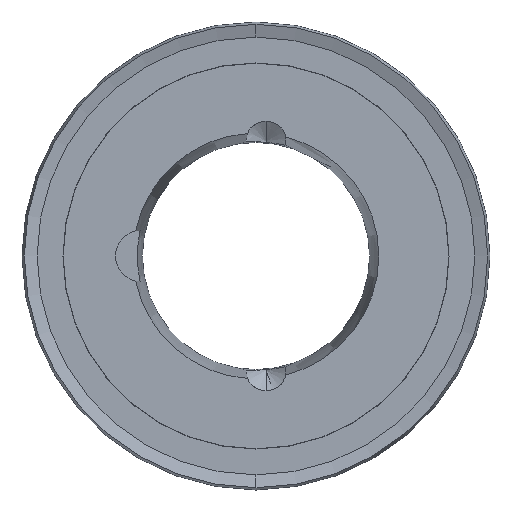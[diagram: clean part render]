
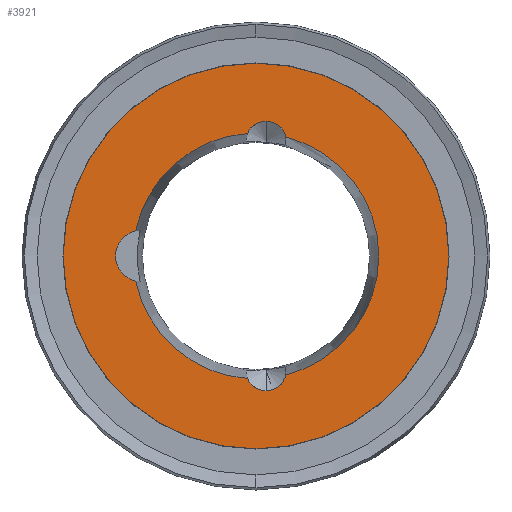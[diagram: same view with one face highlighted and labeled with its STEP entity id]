
A CAD part, left-side view. The second image highlights one B-rep face of the part: STEP entity #3921.
In plain terms, the highlighted planar face has unit normal (-1, 0, 0).
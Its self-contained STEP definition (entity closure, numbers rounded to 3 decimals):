
#17 = ORIENTED_EDGE ( 'NONE', *, *, #5923, .F. ) ;
#95 = DIRECTION ( 'NONE',  ( 0., 0., 1. ) ) ;
#123 = EDGE_CURVE ( 'NONE', #2938, #7839, #8626, .T. ) ;
#135 = CARTESIAN_POINT ( 'NONE',  ( 4.218, 60.644, 75.75 ) ) ;
#146 = DIRECTION ( 'NONE',  ( 0., 0., -1. ) ) ;
#416 = CARTESIAN_POINT ( 'NONE',  ( 4.218, 32.652, 98.801 ) ) ;
#566 = VERTEX_POINT ( 'NONE', #906 ) ;
#654 = DIRECTION ( 'NONE',  ( 0., 0., -1. ) ) ;
#694 = VERTEX_POINT ( 'NONE', #9517 ) ;
#769 = CARTESIAN_POINT ( 'NONE',  ( 4.218, 38.419, 75.75 ) ) ;
#906 = CARTESIAN_POINT ( 'NONE',  ( 4.218, 40.096, 52.048 ) ) ;
#941 = DIRECTION ( 'NONE',  ( -1., 0., 0. ) ) ;
#1088 = DIRECTION ( 'NONE',  ( -1., 0., 0. ) ) ;
#1367 = DIRECTION ( 'NONE',  ( -1., 0., 0. ) ) ;
#1457 = CARTESIAN_POINT ( 'NONE',  ( 4.218, 38.419, 75.75 ) ) ;
#1483 = AXIS2_PLACEMENT_3D ( 'NONE', #1927, #1367, #4485 ) ;
#1484 = ORIENTED_EDGE ( 'NONE', *, *, #7383, .F. ) ;
#1496 = DIRECTION ( 'NONE',  ( -1., 0., 0. ) ) ;
#1698 = DIRECTION ( 'NONE',  ( 0., 0., 1. ) ) ;
#1715 = FACE_OUTER_BOUND ( 'NONE', #7197, .T. ) ;
#1792 = VERTEX_POINT ( 'NONE', #8130 ) ;
#1815 = PLANE ( 'NONE',  #2426 ) ;
#1927 = CARTESIAN_POINT ( 'NONE',  ( 4.218, 36.482, 97.89 ) ) ;
#1987 = ORIENTED_EDGE ( 'NONE', *, *, #2864, .F. ) ;
#2341 = ORIENTED_EDGE ( 'NONE', *, *, #123, .F. ) ;
#2426 = AXIS2_PLACEMENT_3D ( 'NONE', #7137, #3363, #8681 ) ;
#2434 = DIRECTION ( 'NONE',  ( 1., 0., 0. ) ) ;
#2599 = CARTESIAN_POINT ( 'NONE',  ( 4.218, 38.419, 75.75 ) ) ;
#2689 = CIRCLE ( 'NONE', #3878, 23.762 ) ;
#2855 = AXIS2_PLACEMENT_3D ( 'NONE', #8443, #9201, #95 ) ;
#2864 = EDGE_CURVE ( 'NONE', #9639, #3093, #6860, .T. ) ;
#2928 = ORIENTED_EDGE ( 'NONE', *, *, #7248, .F. ) ;
#2938 = VERTEX_POINT ( 'NONE', #3682 ) ;
#3013 = CIRCLE ( 'NONE', #7120, 23.762 ) ;
#3093 = VERTEX_POINT ( 'NONE', #5643 ) ;
#3363 = DIRECTION ( 'NONE',  ( -1., 0., 0. ) ) ;
#3480 = AXIS2_PLACEMENT_3D ( 'NONE', #7608, #2434, #146 ) ;
#3566 = CARTESIAN_POINT ( 'NONE',  ( 4.218, 38.419, 38.431 ) ) ;
#3682 = CARTESIAN_POINT ( 'NONE',  ( 4.218, 40.096, 99.452 ) ) ;
#3878 = AXIS2_PLACEMENT_3D ( 'NONE', #1457, #7603, #6797 ) ;
#3921 = ADVANCED_FACE ( 'NONE', ( #8859, #1715 ), #1815, .T. ) ;
#4485 = DIRECTION ( 'NONE',  ( 0., 0., 1. ) ) ;
#4498 = CARTESIAN_POINT ( 'NONE',  ( 4.218, 61.682, 80.593 ) ) ;
#4680 = CIRCLE ( 'NONE', #3480, 37.319 ) ;
#4781 = DIRECTION ( 'NONE',  ( -1., 0., 0. ) ) ;
#4938 = EDGE_CURVE ( 'NONE', #8846, #6693, #3013, .T. ) ;
#5461 = AXIS2_PLACEMENT_3D ( 'NONE', #6058, #6087, #654 ) ;
#5470 = ORIENTED_EDGE ( 'NONE', *, *, #9419, .F. ) ;
#5503 = CARTESIAN_POINT ( 'NONE',  ( 4.218, 36.482, 97.89 ) ) ;
#5623 = CARTESIAN_POINT ( 'NONE',  ( 4.218, 32.652, 52.699 ) ) ;
#5643 = CARTESIAN_POINT ( 'NONE',  ( 4.218, 38.419, 113.069 ) ) ;
#5923 = EDGE_CURVE ( 'NONE', #7839, #694, #7093, .T. ) ;
#6014 = CIRCLE ( 'NONE', #1483, 3.937 ) ;
#6057 = AXIS2_PLACEMENT_3D ( 'NONE', #135, #4781, #8524 ) ;
#6058 = CARTESIAN_POINT ( 'NONE',  ( 4.218, 38.419, 75.75 ) ) ;
#6087 = DIRECTION ( 'NONE',  ( 1., 0., 0. ) ) ;
#6578 = CIRCLE ( 'NONE', #8581, 3.937 ) ;
#6693 = VERTEX_POINT ( 'NONE', #416 ) ;
#6797 = DIRECTION ( 'NONE',  ( 0., 0., 1. ) ) ;
#6823 = DIRECTION ( 'NONE',  ( 0., 0., 1. ) ) ;
#6860 = CIRCLE ( 'NONE', #5461, 37.319 ) ;
#7093 = CIRCLE ( 'NONE', #6057, 4.953 ) ;
#7120 = AXIS2_PLACEMENT_3D ( 'NONE', #769, #1496, #6823 ) ;
#7137 = CARTESIAN_POINT ( 'NONE',  ( 4.218, 75.738, 75.75 ) ) ;
#7197 = EDGE_LOOP ( 'NONE', ( #1987, #7422 ) ) ;
#7248 = EDGE_CURVE ( 'NONE', #6693, #1792, #6014, .T. ) ;
#7383 = EDGE_CURVE ( 'NONE', #694, #566, #2689, .T. ) ;
#7422 = ORIENTED_EDGE ( 'NONE', *, *, #8083, .F. ) ;
#7426 = ORIENTED_EDGE ( 'NONE', *, *, #7940, .F. ) ;
#7603 = DIRECTION ( 'NONE',  ( -1., 0., 0. ) ) ;
#7608 = CARTESIAN_POINT ( 'NONE',  ( 4.218, 38.419, 75.75 ) ) ;
#7750 = AXIS2_PLACEMENT_3D ( 'NONE', #2599, #1088, #7970 ) ;
#7839 = VERTEX_POINT ( 'NONE', #4498 ) ;
#7940 = EDGE_CURVE ( 'NONE', #1792, #2938, #6578, .T. ) ;
#7970 = DIRECTION ( 'NONE',  ( 0., 0., 1. ) ) ;
#8083 = EDGE_CURVE ( 'NONE', #3093, #9639, #4680, .T. ) ;
#8130 = CARTESIAN_POINT ( 'NONE',  ( 4.218, 36.482, 101.827 ) ) ;
#8167 = EDGE_LOOP ( 'NONE', ( #2341, #7426, #2928, #9567, #5470, #1484, #17 ) ) ;
#8373 = CIRCLE ( 'NONE', #2855, 3.937 ) ;
#8443 = CARTESIAN_POINT ( 'NONE',  ( 4.218, 36.482, 53.61 ) ) ;
#8524 = DIRECTION ( 'NONE',  ( 0., 0., 1. ) ) ;
#8581 = AXIS2_PLACEMENT_3D ( 'NONE', #5503, #941, #1698 ) ;
#8626 = CIRCLE ( 'NONE', #7750, 23.762 ) ;
#8681 = DIRECTION ( 'NONE',  ( 0., 0., 1. ) ) ;
#8846 = VERTEX_POINT ( 'NONE', #5623 ) ;
#8859 = FACE_BOUND ( 'NONE', #8167, .T. ) ;
#9201 = DIRECTION ( 'NONE',  ( -1., 0., 0. ) ) ;
#9419 = EDGE_CURVE ( 'NONE', #566, #8846, #8373, .T. ) ;
#9517 = CARTESIAN_POINT ( 'NONE',  ( 4.218, 61.682, 70.907 ) ) ;
#9567 = ORIENTED_EDGE ( 'NONE', *, *, #4938, .F. ) ;
#9639 = VERTEX_POINT ( 'NONE', #3566 ) ;
